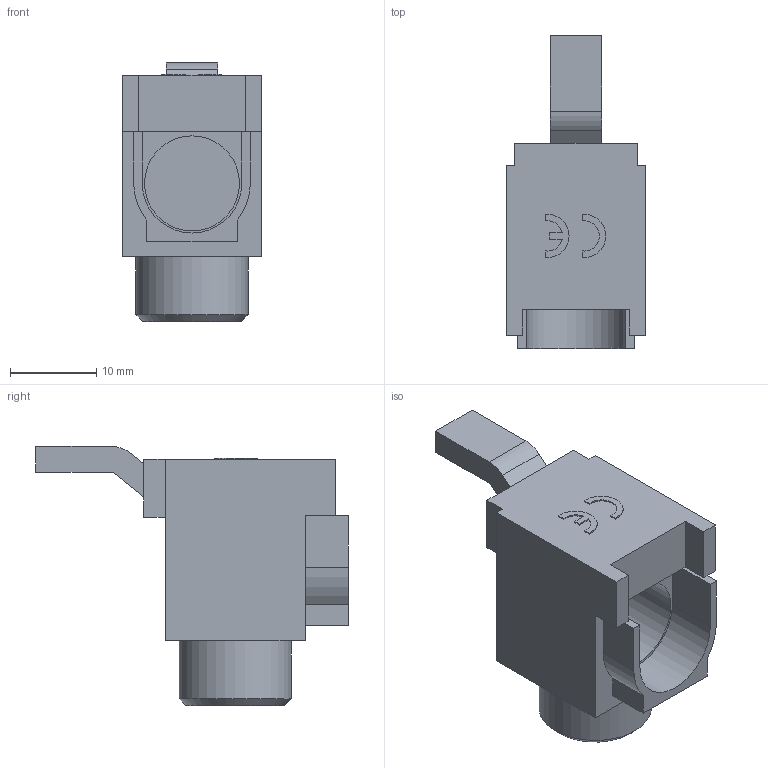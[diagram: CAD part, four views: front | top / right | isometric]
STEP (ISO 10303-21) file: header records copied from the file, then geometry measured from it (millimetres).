
FILE_DESCRIPTION(/* description */ ('1100 Series MCB Accessories,Terminal Power Feed, To be used with Bus bars for UL1077 1 Pole SPs'),/* implementation_level */ '2;1');
FILE_NAME(/* name */ '1100-B2STF1.stp',/* time_stamp */ '2021-02-09T16:03:48+06:00',/* author */ ('Suhas'),/* organization */ (''),/* preprocessor_version */ 'ST-DEVELOPER v18.1',/* originating_system */ 'Autodesk Inventor 2021',/* authorisation */ '');
FILE_SCHEMA (('AUTOMOTIVE_DESIGN { 1 0 10303 214 3 1 1 }'));
Length unit declared in the file: millimetre
Products named in the file (1): 11C90024X01
Bounding box: 16.2 x 36.2 x 30 mm (x, y, z)
Volume: 5738.5 mm3; surface area: 3585.8 mm2
Topology: 1 solids, 1 shells, 98 faces, 264 edges, 173 vertices
Faces by surface type: plane 71, cone 14, cylinder 13
Full cylindrical faces by diameter (mm): 7 x1, 11 x1, 13 x1
Entity records: 3342 total; most frequent: CARTESIAN_POINT 735, ORIENTED_EDGE 526, DIRECTION 489, EDGE_CURVE 263, VERTEX_POINT 173, LINE 171, VECTOR 171, AXIS2_PLACEMENT_3D 159
